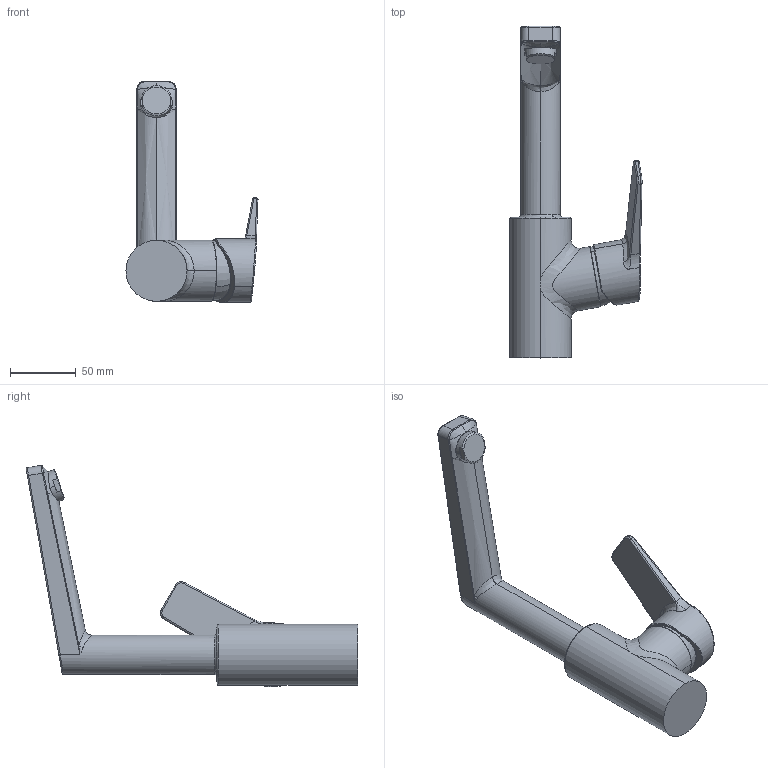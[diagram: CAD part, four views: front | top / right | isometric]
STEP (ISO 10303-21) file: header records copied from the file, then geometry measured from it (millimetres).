
FILE_DESCRIPTION (( 'STEP AP203' ), '1' );
FILE_NAME ('0955220333(2020).STEP', '2021-02-11T06:05:23', ( '' ), ( '' ), 'SwSTEP 2.0', 'SolidWorks 2016', '' );
FILE_SCHEMA (( 'CONFIG_CONTROL_DESIGN' ));
Length unit declared in the file: millimetre
Products named in the file (1): 0955220333(2020)
Bounding box: 100.52 x 252.4 x 168.42 mm (x, y, z)
Volume: 455322.5 mm3; surface area: 56237.5 mm2
Topology: 1 solids, 1 shells, 104 faces, 261 edges, 159 vertices
Faces by surface type: bspline 48, cylinder 28, plane 17, cone 6, torus 5
Entity records: 11182 total; most frequent: CARTESIAN_POINT 9043, ORIENTED_EDGE 518, DIRECTION 281, EDGE_CURVE 259, VERTEX_POINT 159, B_SPLINE_CURVE_WITH_KNOTS 140, AXIS2_PLACEMENT_3D 109, EDGE_LOOP 106
